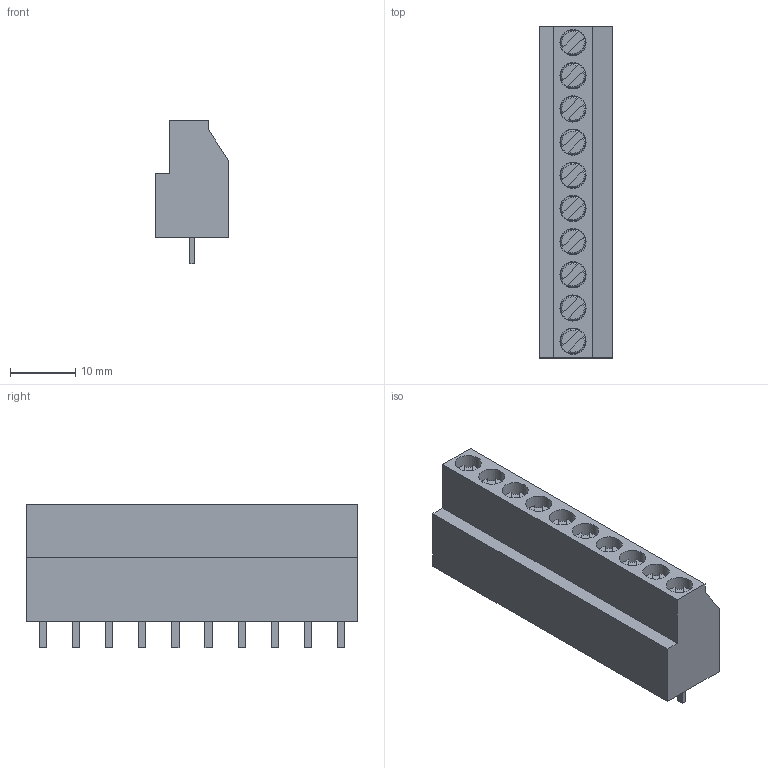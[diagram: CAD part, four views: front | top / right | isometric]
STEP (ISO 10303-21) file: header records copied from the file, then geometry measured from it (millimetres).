
FILE_DESCRIPTION(('STEP AP214'), '1');
FILE_NAME('EHK2V-10P', '2020-07-03T05:48:29', ('pcbdesigner.ru'), ('www.pcbdesigner.ru'), 'ASCON STEP Converter 1.3', 'ASCON Math Kernel', '');
FILE_SCHEMA(('AUTOMOTIVE_DESIGN { 1 0 10303 214 3 1 1}'));
Length unit declared in the file: millimetre
Products named in the file (1): 15
Bounding box: 11.2 x 50.8 x 22 mm (x, y, z)
Volume: 7883.4 mm3; surface area: 4760.5 mm2
Topology: 12 solids, 12 shells, 271 faces, 624 edges, 416 vertices
Faces by surface type: plane 231, cone 20, cylinder 20
Full cylindrical faces by diameter (mm): 3.8 x10, 4 x10
Entity records: 9991 total; most frequent: CARTESIAN_POINT 1512, ORIENTED_EDGE 1248, DIRECTION 1228, EDGE_CURVE 624, LINE 484, VECTOR 484, VERTEX_POINT 416, AXIS2_PLACEMENT_3D 372
